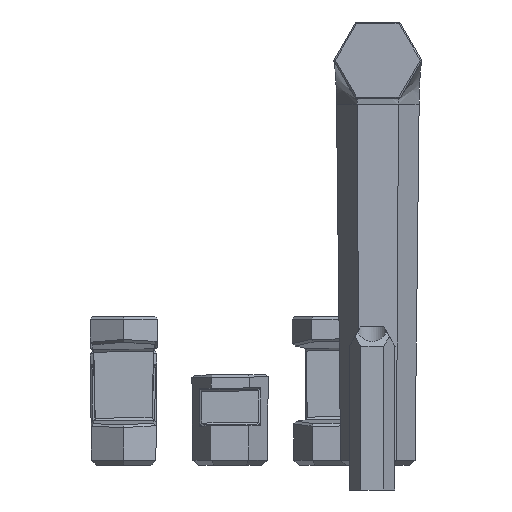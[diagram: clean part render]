
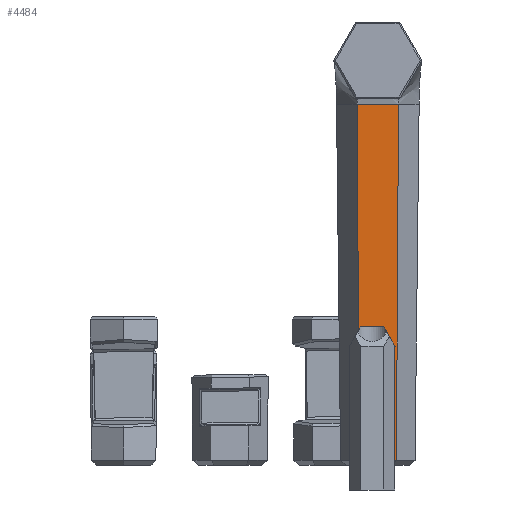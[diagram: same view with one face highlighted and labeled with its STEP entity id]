
A CAD part, front view. The second image highlights one B-rep face of the part: STEP entity #4484.
In plain terms, the highlighted planar face has unit normal (0, -1, -0.01).
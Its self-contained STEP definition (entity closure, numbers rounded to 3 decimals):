
#292=FACE_OUTER_BOUND('',#556,.T.);
#556=EDGE_LOOP('',(#3829,#3830,#3831,#3832));
#1102=LINE('',#7136,#1696);
#1111=LINE('',#7211,#1705);
#1113=LINE('',#7215,#1707);
#1114=LINE('',#7216,#1708);
#1696=VECTOR('',#5738,10.);
#1705=VECTOR('',#5755,10.);
#1707=VECTOR('',#5759,10.);
#1708=VECTOR('',#5760,10.);
#2093=VERTEX_POINT('',#7109);
#2094=VERTEX_POINT('',#7131);
#2100=VERTEX_POINT('',#7210);
#2101=VERTEX_POINT('',#7214);
#2672=EDGE_CURVE('',#2093,#2094,#1102,.T.);
#2683=EDGE_CURVE('',#2093,#2100,#1111,.F.);
#2685=EDGE_CURVE('',#2101,#2094,#1113,.T.);
#2686=EDGE_CURVE('',#2100,#2101,#1114,.T.);
#3829=ORIENTED_EDGE('',*,*,#2672,.T.);
#3830=ORIENTED_EDGE('',*,*,#2685,.F.);
#3831=ORIENTED_EDGE('',*,*,#2686,.F.);
#3832=ORIENTED_EDGE('',*,*,#2683,.F.);
#4222=PLANE('',#4758);
#4484=ADVANCED_FACE('',(#292),#4222,.T.);
#4758=AXIS2_PLACEMENT_3D('',#7213,#5757,#5758);
#5738=DIRECTION('',(-1.,0.,0.));
#5755=DIRECTION('',(0.006,-0.01,1.));
#5757=DIRECTION('center_axis',(0.,-1.,-0.01));
#5758=DIRECTION('ref_axis',(0.,0.01,-1.));
#5759=DIRECTION('',(-0.006,-0.01,1.));
#5760=DIRECTION('',(-1.,0.,0.));
#7109=CARTESIAN_POINT('',(13.686,-228.066,72.9));
#7131=CARTESIAN_POINT('',(5.339,-228.066,72.9));
#7136=CARTESIAN_POINT('',(8.546,-228.066,72.9));
#7210=CARTESIAN_POINT('',(13.271,-227.347,1.));
#7211=CARTESIAN_POINT('',(13.351,-227.487,14.977));
#7213=CARTESIAN_POINT('Origin',(7.578,-227.487,14.999));
#7214=CARTESIAN_POINT('',(5.754,-227.347,1.));
#7215=CARTESIAN_POINT('',(5.673,-227.487,14.977));
#7216=CARTESIAN_POINT('',(8.545,-227.347,1.));
